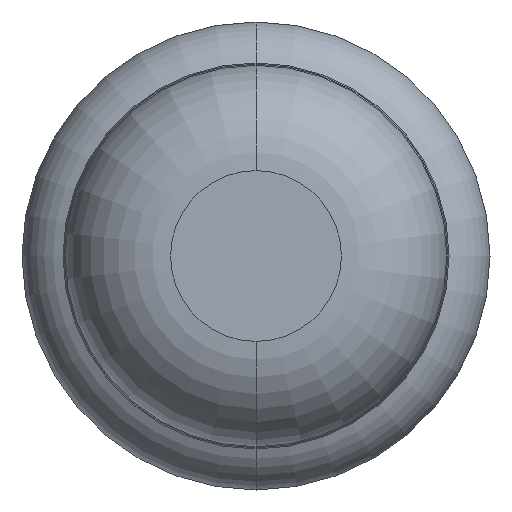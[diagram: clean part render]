
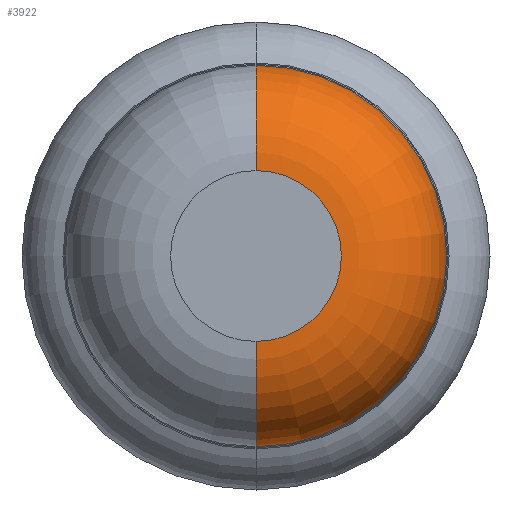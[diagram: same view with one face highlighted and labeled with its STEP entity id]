
A CAD part, front view. The second image highlights one B-rep face of the part: STEP entity #3922.
In plain terms, the highlighted toroidal (fillet/blend) face has major radius 0.365 mm and minor radius 0.45 mm.
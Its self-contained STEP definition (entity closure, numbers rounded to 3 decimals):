
#414 = AXIS2_PLACEMENT_3D ( 'NONE', #3672, #2278, #2962 ) ;
#495 = CARTESIAN_POINT ( 'NONE',  ( 0., -34.45, 0.365 ) ) ;
#767 = CIRCLE ( 'NONE', #1684, 0.45 ) ;
#771 = DIRECTION ( 'NONE',  ( 0., 0., -1. ) ) ;
#866 = DIRECTION ( 'NONE',  ( 0., 0., 1. ) ) ;
#1016 = CARTESIAN_POINT ( 'NONE',  ( 0., -34.9, 0.365 ) ) ;
#1042 = EDGE_LOOP ( 'NONE', ( #1410, #2085, #2595, #3829 ) ) ;
#1061 = TOROIDAL_SURFACE ( 'NONE', #414, 0.365, 0.45 ) ;
#1291 = CIRCLE ( 'NONE', #2092, 0.365 ) ;
#1328 = VERTEX_POINT ( 'NONE', #1513 ) ;
#1398 = EDGE_CURVE ( 'NONE', #1328, #1660, #2267, .T. ) ;
#1410 = ORIENTED_EDGE ( 'NONE', *, *, #4147, .T. ) ;
#1492 = CARTESIAN_POINT ( 'NONE',  ( 0., -34.45, 0.815 ) ) ;
#1496 = CARTESIAN_POINT ( 'NONE',  ( 0., -34.45, 0. ) ) ;
#1513 = CARTESIAN_POINT ( 'NONE',  ( 0., -34.9, -0.365 ) ) ;
#1658 = EDGE_CURVE ( 'Defeature ausgef�hrt1_4+Defeature ausgef�hrt1_3+Defeature ausgef�hrt1_3+Defeature ausgef�hrt1_3', #4260, #1660, #3178, .T. ) ;
#1660 = VERTEX_POINT ( 'NONE', #3585 ) ;
#1684 = AXIS2_PLACEMENT_3D ( 'NONE', #495, #2234, #1862 ) ;
#1833 = DIRECTION ( 'NONE',  ( 1., 0., 0. ) ) ;
#1862 = DIRECTION ( 'NONE',  ( 0., 0., 1. ) ) ;
#2085 = ORIENTED_EDGE ( 'NONE', *, *, #1398, .T. ) ;
#2092 = AXIS2_PLACEMENT_3D ( 'NONE', #2800, #4494, #2474 ) ;
#2234 = DIRECTION ( 'NONE',  ( -1., 0., 0. ) ) ;
#2267 = CIRCLE ( 'NONE', #4381, 0.45 ) ;
#2278 = DIRECTION ( 'NONE',  ( 0., 1., 0. ) ) ;
#2474 = DIRECTION ( 'NONE',  ( 0., 0., 1. ) ) ;
#2595 = ORIENTED_EDGE ( 'NONE', *, *, #1658, .F. ) ;
#2762 = VERTEX_POINT ( 'NONE', #1016 ) ;
#2800 = CARTESIAN_POINT ( 'NONE',  ( 0., -34.9, 0. ) ) ;
#2953 = DIRECTION ( 'NONE',  ( 0., 1., 0. ) ) ;
#2962 = DIRECTION ( 'NONE',  ( 0., 0., 1. ) ) ;
#3178 = CIRCLE ( 'NONE', #3864, 0.815 ) ;
#3268 = EDGE_CURVE ( 'NONE', #2762, #4260, #767, .T. ) ;
#3585 = CARTESIAN_POINT ( 'NONE',  ( 0., -34.45, -0.815 ) ) ;
#3672 = CARTESIAN_POINT ( 'NONE',  ( 0., -34.45, 0. ) ) ;
#3829 = ORIENTED_EDGE ( 'NONE', *, *, #3268, .F. ) ;
#3864 = AXIS2_PLACEMENT_3D ( 'NONE', #1496, #2953, #866 ) ;
#3906 = CARTESIAN_POINT ( 'NONE',  ( 0., -34.45, -0.365 ) ) ;
#3922 = ADVANCED_FACE ( 'Defeature ausgef�hrt1_3', ( #3940 ), #1061, .T. ) ;
#3940 = FACE_OUTER_BOUND ( 'NONE', #1042, .T. ) ;
#4147 = EDGE_CURVE ( 'Defeature ausgef�hrt1_3+Defeature ausgef�hrt1_2+Defeature ausgef�hrt1_2+Defeature ausgef�hrt1_2', #2762, #1328, #1291, .T. ) ;
#4260 = VERTEX_POINT ( 'NONE', #1492 ) ;
#4381 = AXIS2_PLACEMENT_3D ( 'NONE', #3906, #1833, #771 ) ;
#4494 = DIRECTION ( 'NONE',  ( 0., 1., 0. ) ) ;
